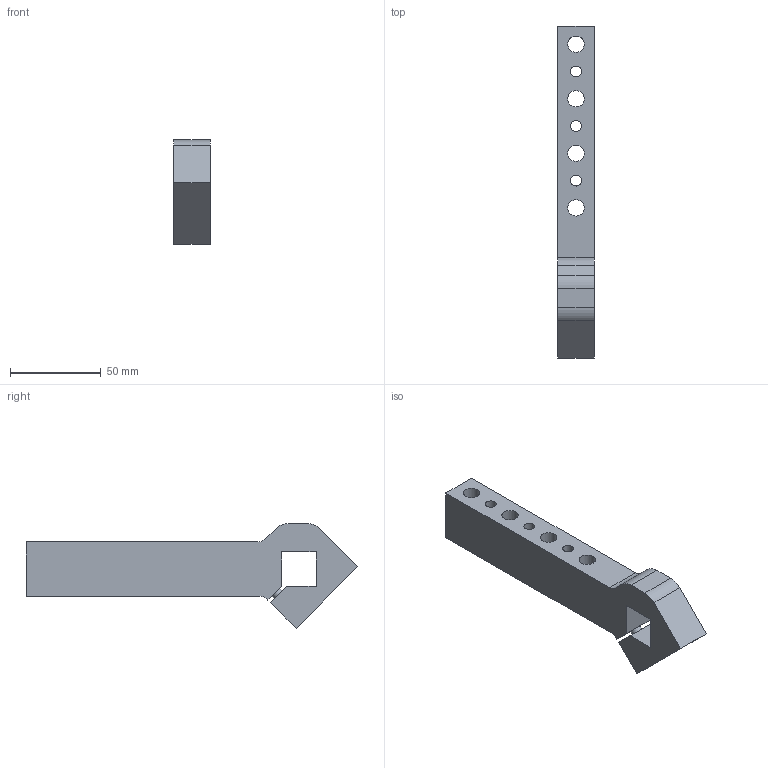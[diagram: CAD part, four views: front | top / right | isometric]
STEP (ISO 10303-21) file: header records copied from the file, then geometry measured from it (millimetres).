
FILE_DESCRIPTION(/* description */ (''),/* implementation_level */ '2;1');
FILE_NAME(/* name */ 'QNACA238M.stp',/* time_stamp */ '2018-10-18T14:56:16+02:00',/* author */ ('donadda1'),/* organization */ ('Pneumax S.p.A.'),/* preprocessor_version */ 'ST-DEVELOPER v17',/* originating_system */ 'Autodesk Inventor 2019',/* authorisation */ '');
FILE_SCHEMA (('AUTOMOTIVE_DESIGN { 1 0 10303 214 3 1 1 }'));
Length unit declared in the file: millimetre
Products named in the file (1): QNACA238M
Bounding box: 20 x 182.53 x 57.53 mm (x, y, z)
Volume: 99048.3 mm3; surface area: 25773.2 mm2
Topology: 1 solids, 1 shells, 29 faces, 81 edges, 54 vertices
Faces by surface type: plane 17, cylinder 12
Full cylindrical faces by diameter (mm): 6 x4, 9 x4
Entity records: 1010 total; most frequent: DIRECTION 165, CARTESIAN_POINT 165, ORIENTED_EDGE 162, EDGE_CURVE 81, LINE 57, VECTOR 57, VERTEX_POINT 54, AXIS2_PLACEMENT_3D 54
